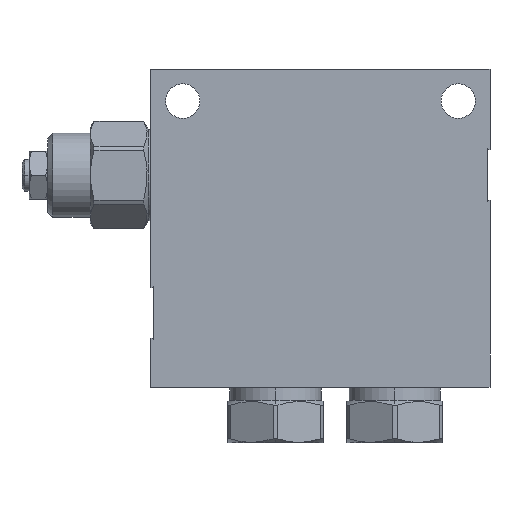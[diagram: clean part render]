
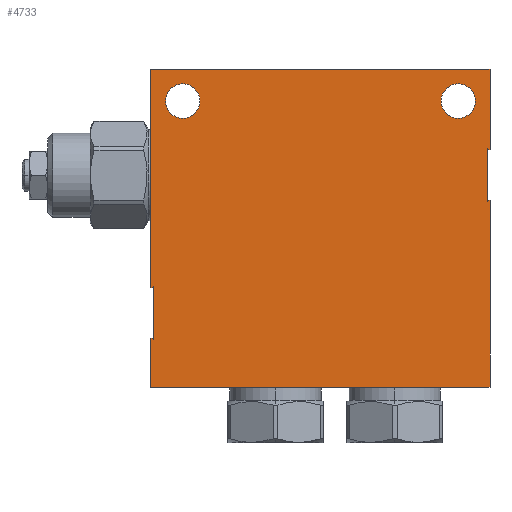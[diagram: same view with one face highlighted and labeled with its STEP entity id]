
A CAD part, left-side view. The second image highlights one B-rep face of the part: STEP entity #4733.
In plain terms, the highlighted planar face has unit normal (-1, 0, 0).
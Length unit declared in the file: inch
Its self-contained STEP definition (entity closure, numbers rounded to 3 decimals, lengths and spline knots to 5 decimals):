
#1=DIRECTION('',(0.,-1.,0.));
#2=VECTOR('',#1,4.);
#3=CARTESIAN_POINT('',(0.,0.,0.));
#4=LINE('',#3,#2);
#57=DIRECTION('',(0.,1.,0.));
#58=VECTOR('',#57,0.032);
#59=CARTESIAN_POINT('',(0.,-4.,2.20209));
#60=LINE('',#59,#58);
#61=DIRECTION('',(0.,0.,1.));
#62=VECTOR('',#61,0.57709);
#63=CARTESIAN_POINT('',(0.,0.,0.));
#64=LINE('',#63,#62);
#65=DIRECTION('',(0.,-1.,0.));
#66=VECTOR('',#65,0.032);
#67=CARTESIAN_POINT('',(0.,0.,0.57709));
#68=LINE('',#67,#66);
#69=DIRECTION('',(0.,0.,-1.));
#70=VECTOR('',#69,0.59582);
#71=CARTESIAN_POINT('',(0.,-0.032,1.17291));
#72=LINE('',#71,#70);
#73=DIRECTION('',(0.,-1.,0.));
#74=VECTOR('',#73,0.032);
#75=CARTESIAN_POINT('',(0.,0.,1.17291));
#76=LINE('',#75,#74);
#77=DIRECTION('',(0.,0.,1.));
#78=VECTOR('',#77,2.57709);
#79=CARTESIAN_POINT('',(0.,0.,1.17291));
#80=LINE('',#79,#78);
#81=DIRECTION('',(0.,1.,0.));
#82=VECTOR('',#81,0.032);
#83=CARTESIAN_POINT('',(0.,-4.,2.79791));
#84=LINE('',#83,#82);
#85=DIRECTION('',(0.,0.,-1.));
#86=VECTOR('',#85,0.59582);
#87=CARTESIAN_POINT('',(0.,-3.968,2.79791));
#88=LINE('',#87,#86);
#89=CARTESIAN_POINT('',(0.,-0.375,3.375));
#90=DIRECTION('',(1.,0.,0.));
#91=DIRECTION('',(0.,0.,-1.));
#92=AXIS2_PLACEMENT_3D('',#89,#90,#91);
#94=CARTESIAN_POINT('',(0.,-0.375,3.375));
#95=DIRECTION('',(1.,0.,0.));
#96=DIRECTION('',(0.,0.,1.));
#97=AXIS2_PLACEMENT_3D('',#94,#95,#96);
#99=CARTESIAN_POINT('',(0.,-3.625,3.375));
#100=DIRECTION('',(1.,0.,0.));
#101=DIRECTION('',(0.,0.,-1.));
#102=AXIS2_PLACEMENT_3D('',#99,#100,#101);
#104=CARTESIAN_POINT('',(0.,-3.625,3.375));
#105=DIRECTION('',(1.,0.,0.));
#106=DIRECTION('',(0.,0.,1.));
#107=AXIS2_PLACEMENT_3D('',#104,#105,#106);
#3945=DIRECTION('',(0.,0.,1.));
#3946=VECTOR('',#3945,2.20209);
#3947=CARTESIAN_POINT('',(0.,-4.,0.));
#3948=LINE('',#3947,#3946);
#3949=DIRECTION('',(0.,0.,1.));
#3950=VECTOR('',#3949,0.95209);
#3951=CARTESIAN_POINT('',(0.,-4.,2.79791));
#3952=LINE('',#3951,#3950);
#3953=DIRECTION('',(0.,-1.,0.));
#3954=VECTOR('',#3953,4.);
#3955=CARTESIAN_POINT('',(0.,0.,3.75));
#3956=LINE('',#3955,#3954);
#4087=CARTESIAN_POINT('',(0.,0.,0.));
#4088=CARTESIAN_POINT('',(0.,-4.,0.));
#4089=VERTEX_POINT('',#4087);
#4090=VERTEX_POINT('',#4088);
#4095=CARTESIAN_POINT('',(0.,0.,3.75));
#4096=CARTESIAN_POINT('',(0.,-4.,3.75));
#4097=VERTEX_POINT('',#4095);
#4098=VERTEX_POINT('',#4096);
#4311=CARTESIAN_POINT('',(0.,0.,0.57709));
#4312=CARTESIAN_POINT('',(0.,-0.032,0.57709));
#4313=VERTEX_POINT('',#4311);
#4314=VERTEX_POINT('',#4312);
#4315=CARTESIAN_POINT('',(0.,-0.032,1.17291));
#4316=VERTEX_POINT('',#4315);
#4317=CARTESIAN_POINT('',(0.,0.,1.17291));
#4318=VERTEX_POINT('',#4317);
#4507=CARTESIAN_POINT('',(0.,-4.,2.20209));
#4508=CARTESIAN_POINT('',(0.,-3.968,2.20209));
#4509=VERTEX_POINT('',#4507);
#4510=VERTEX_POINT('',#4508);
#4511=CARTESIAN_POINT('',(0.,-4.,2.79791));
#4512=CARTESIAN_POINT('',(0.,-3.968,2.79791));
#4513=VERTEX_POINT('',#4511);
#4514=VERTEX_POINT('',#4512);
#4585=CARTESIAN_POINT('',(0.,-0.375,3.172));
#4586=CARTESIAN_POINT('',(0.,-0.375,3.578));
#4587=VERTEX_POINT('',#4585);
#4588=VERTEX_POINT('',#4586);
#4597=CARTESIAN_POINT('',(0.,-3.625,3.172));
#4598=CARTESIAN_POINT('',(0.,-3.625,3.578));
#4599=VERTEX_POINT('',#4597);
#4600=VERTEX_POINT('',#4598);
#4691=CARTESIAN_POINT('',(0.,0.,0.));
#4692=DIRECTION('',(-1.,0.,0.));
#4693=DIRECTION('',(0.,-1.,0.));
#4694=AXIS2_PLACEMENT_3D('',#4691,#4692,#4693);
#4695=PLANE('',#4694);
#4697=ORIENTED_EDGE('',*,*,#4696,.F.);
#4699=ORIENTED_EDGE('',*,*,#4698,.F.);
#4700=ORIENTED_EDGE('',*,*,#4656,.F.);
#4702=ORIENTED_EDGE('',*,*,#4701,.T.);
#4704=ORIENTED_EDGE('',*,*,#4703,.T.);
#4706=ORIENTED_EDGE('',*,*,#4705,.F.);
#4708=ORIENTED_EDGE('',*,*,#4707,.F.);
#4710=ORIENTED_EDGE('',*,*,#4709,.T.);
#4712=ORIENTED_EDGE('',*,*,#4711,.T.);
#4714=ORIENTED_EDGE('',*,*,#4713,.F.);
#4716=ORIENTED_EDGE('',*,*,#4715,.T.);
#4718=ORIENTED_EDGE('',*,*,#4717,.T.);
#4719=EDGE_LOOP('',(#4697,#4699,#4700,#4702,#4704,#4706,#4708,#4710,#4712,#4714,
#4716,#4718));
#4720=FACE_OUTER_BOUND('',#4719,.F.);
#4722=ORIENTED_EDGE('',*,*,#4721,.F.);
#4724=ORIENTED_EDGE('',*,*,#4723,.F.);
#4725=EDGE_LOOP('',(#4722,#4724));
#4726=FACE_BOUND('',#4725,.F.);
#4728=ORIENTED_EDGE('',*,*,#4727,.F.);
#4730=ORIENTED_EDGE('',*,*,#4729,.F.);
#4731=EDGE_LOOP('',(#4728,#4730));
#4732=FACE_BOUND('',#4731,.F.);
#4733=ADVANCED_FACE('',(#4720,#4726,#4732),#4695,.T.);
#93=CIRCLE('',#92,0.203);
#98=CIRCLE('',#97,0.203);
#103=CIRCLE('',#102,0.203);
#108=CIRCLE('',#107,0.203);
#4656=EDGE_CURVE('',#4089,#4090,#4,.T.);
#4696=EDGE_CURVE('',#4509,#4510,#60,.T.);
#4698=EDGE_CURVE('',#4090,#4509,#3948,.T.);
#4701=EDGE_CURVE('',#4089,#4313,#64,.T.);
#4703=EDGE_CURVE('',#4313,#4314,#68,.T.);
#4705=EDGE_CURVE('',#4316,#4314,#72,.T.);
#4707=EDGE_CURVE('',#4318,#4316,#76,.T.);
#4709=EDGE_CURVE('',#4318,#4097,#80,.T.);
#4711=EDGE_CURVE('',#4097,#4098,#3956,.T.);
#4713=EDGE_CURVE('',#4513,#4098,#3952,.T.);
#4715=EDGE_CURVE('',#4513,#4514,#84,.T.);
#4717=EDGE_CURVE('',#4514,#4510,#88,.T.);
#4721=EDGE_CURVE('',#4587,#4588,#93,.T.);
#4723=EDGE_CURVE('',#4588,#4587,#98,.T.);
#4727=EDGE_CURVE('',#4599,#4600,#103,.T.);
#4729=EDGE_CURVE('',#4600,#4599,#108,.T.);
